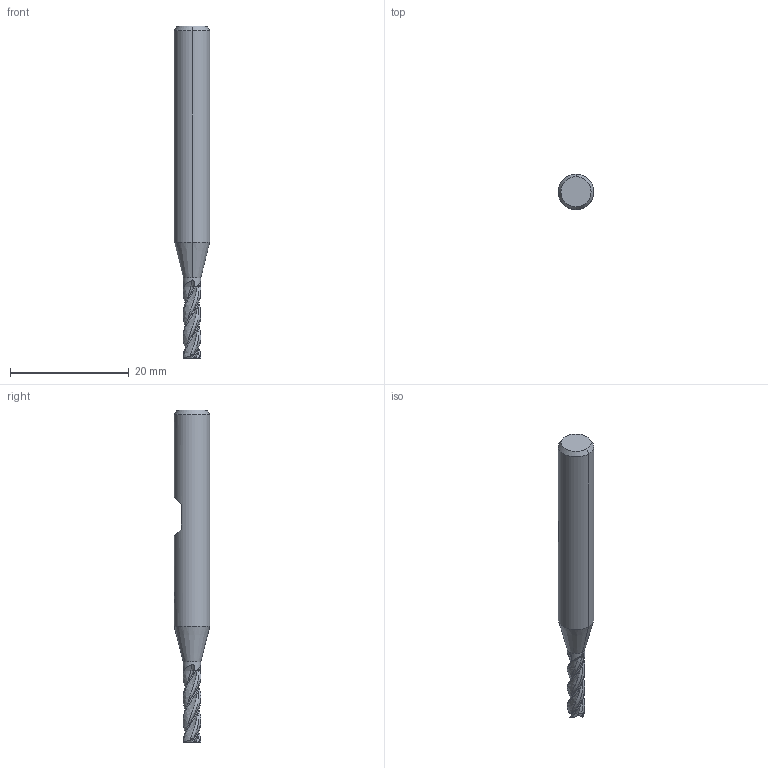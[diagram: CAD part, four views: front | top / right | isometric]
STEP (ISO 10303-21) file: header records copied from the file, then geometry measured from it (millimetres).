
FILE_DESCRIPTION(('no description'),'unknown implementation level');
FILE_NAME('solid6Ib6mDCFIhbEIzeOXOtnxPhWG40_1.STP',' ',('CIM GmbH Aachen'),('CADClick - KiM GmbH - www.kimweb.de'),'unknown preprocess','ACIS','unknown authorization');
FILE_SCHEMA(('automotive_design'));
Length unit declared in the file: millimetre
Products named in the file (2): 1; 2
Bounding box: 6 x 6 x 56 mm (x, y, z)
Volume: 1161.2 mm3; surface area: 949.9 mm2
Topology: 2 solids, 2 shells, 115 faces, 320 edges, 209 vertices
Faces by surface type: bspline 40, plane 34, revolution 16, cone 14, cylinder 11
Entity records: 16828 total; most frequent: CARTESIAN_POINT 10699, STYLED_ITEM 646, PRESENTATION_STYLE_ASSIGNMENT 646, COLOUR_RGB 646, ORIENTED_EDGE 640, DIRECTION 339, EDGE_CURVE 320, CURVE_STYLE 320
